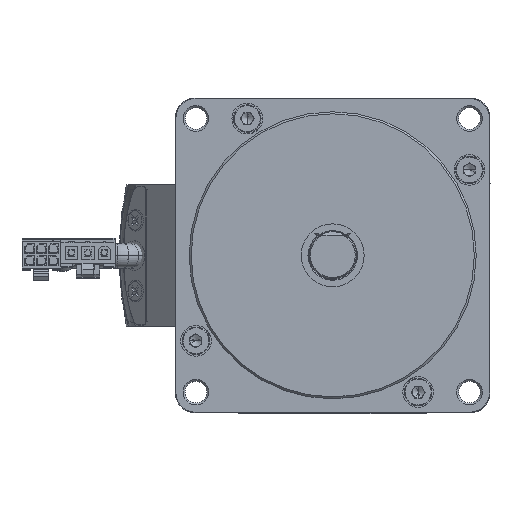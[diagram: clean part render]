
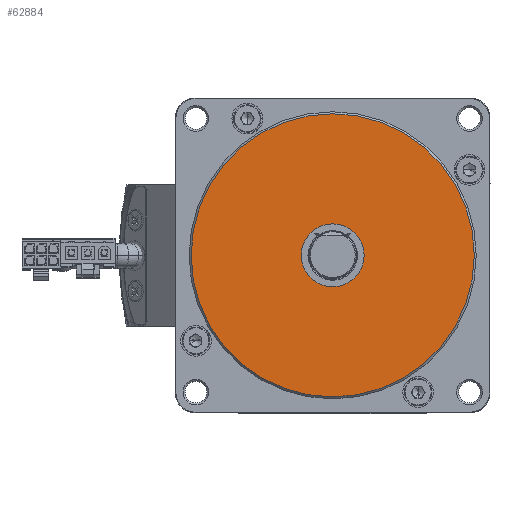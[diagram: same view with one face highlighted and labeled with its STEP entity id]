
A CAD part, top view. The second image highlights one B-rep face of the part: STEP entity #62884.
In plain terms, the highlighted face is planar.
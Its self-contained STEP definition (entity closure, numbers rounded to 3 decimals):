
#60412=CARTESIAN_POINT('',(0.,0.,0.));
#60413=DIRECTION('',(0.,1.,0.));
#60414=DIRECTION('',(0.,0.,1.));
#60415=AXIS2_PLACEMENT_3D('',#60412,#60413,#60414);
#60417=CARTESIAN_POINT('',(0.,0.,0.));
#60418=DIRECTION('',(0.,1.,0.));
#60419=DIRECTION('',(0.,0.,-1.));
#60420=AXIS2_PLACEMENT_3D('',#60417,#60418,#60419);
#60422=CARTESIAN_POINT('',(0.,0.,0.));
#60423=DIRECTION('',(0.,-1.,0.));
#60424=DIRECTION('',(0.,0.,-1.));
#60425=AXIS2_PLACEMENT_3D('',#60422,#60423,#60424);
#60427=CARTESIAN_POINT('',(0.,0.,0.));
#60428=DIRECTION('',(0.,-1.,0.));
#60429=DIRECTION('',(0.,0.,1.));
#60430=AXIS2_PLACEMENT_3D('',#60427,#60428,#60429);
#62363=CARTESIAN_POINT('',(0.,0.,36.));
#62364=CARTESIAN_POINT('',(0.,0.,-36.));
#62365=VERTEX_POINT('',#62363);
#62366=VERTEX_POINT('',#62364);
#62371=CARTESIAN_POINT('',(0.,0.,-8.));
#62372=CARTESIAN_POINT('',(0.,0.,8.));
#62373=VERTEX_POINT('',#62371);
#62374=VERTEX_POINT('',#62372);
#62868=CARTESIAN_POINT('',(0.,0.,8.));
#62869=DIRECTION('',(0.,-1.,0.));
#62870=DIRECTION('',(0.,0.,-1.));
#62871=AXIS2_PLACEMENT_3D('',#62868,#62869,#62870);
#62872=PLANE('',#62871);
#62873=ORIENTED_EDGE('',*,*,#62857,.T.);
#62875=ORIENTED_EDGE('',*,*,#62874,.T.);
#62876=EDGE_LOOP('',(#62873,#62875));
#62877=FACE_OUTER_BOUND('',#62876,.F.);
#62879=ORIENTED_EDGE('',*,*,#62878,.T.);
#62881=ORIENTED_EDGE('',*,*,#62880,.T.);
#62882=EDGE_LOOP('',(#62879,#62881));
#62883=FACE_BOUND('',#62882,.F.);
#62884=ADVANCED_FACE('',(#62877,#62883),#62872,.T.);
#60416=CIRCLE('',#60415,36.);
#60421=CIRCLE('',#60420,36.);
#60426=CIRCLE('',#60425,8.);
#60431=CIRCLE('',#60430,8.);
#62857=EDGE_CURVE('',#62365,#62366,#60416,.T.);
#62874=EDGE_CURVE('',#62366,#62365,#60421,.T.);
#62878=EDGE_CURVE('',#62373,#62374,#60426,.T.);
#62880=EDGE_CURVE('',#62374,#62373,#60431,.T.);
